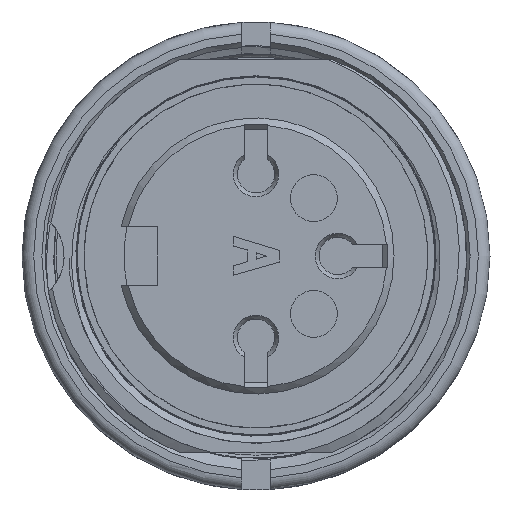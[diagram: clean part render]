
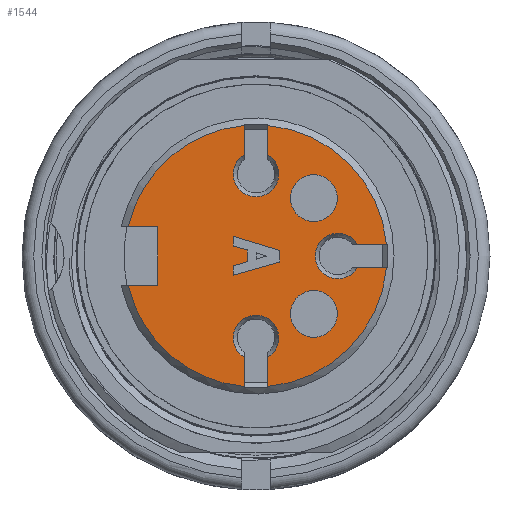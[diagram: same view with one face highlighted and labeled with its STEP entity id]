
A CAD part, front view. The second image highlights one B-rep face of the part: STEP entity #1544.
In plain terms, the highlighted planar face has unit normal (0, -1, 0).
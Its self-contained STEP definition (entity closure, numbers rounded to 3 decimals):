
#1002=FACE_BOUND('',#2247,.T.);
#1003=FACE_BOUND('',#2248,.T.);
#1004=FACE_BOUND('',#2249,.T.);
#1005=FACE_BOUND('',#2250,.T.);
#1088=PLANE('',#6942);
#1544=ADVANCED_FACE('',(#1002,#1003,#1004,#1005),#1088,.F.);
#2247=EDGE_LOOP('',(#2787));
#2248=EDGE_LOOP('',(#2788,#2789,#2790,#2791,#2792,#2793,#2794,#2795));
#2249=EDGE_LOOP('',(#2796,#2797,#2798,#2799,#2800,#2801,#2802,#2803,#2804,
#2805,#2806,#2807,#2808,#2809,#2810,#2811));
#2250=EDGE_LOOP('',(#2812));
#2624=CIRCLE('',#6933,1.);
#2625=CIRCLE('',#6934,5.6);
#2626=CIRCLE('',#6935,0.973);
#2627=CIRCLE('',#6936,5.6);
#2628=CIRCLE('',#6937,0.973);
#2629=CIRCLE('',#6938,5.6);
#2630=CIRCLE('',#6939,0.973);
#2631=CIRCLE('',#6940,5.6);
#2632=CIRCLE('',#6941,1.);
#2787=ORIENTED_EDGE('',*,*,#5194,.F.);
#2788=ORIENTED_EDGE('',*,*,#5195,.T.);
#2789=ORIENTED_EDGE('',*,*,#5196,.T.);
#2790=ORIENTED_EDGE('',*,*,#5197,.T.);
#2791=ORIENTED_EDGE('',*,*,#5198,.T.);
#2792=ORIENTED_EDGE('',*,*,#5199,.T.);
#2793=ORIENTED_EDGE('',*,*,#5200,.T.);
#2794=ORIENTED_EDGE('',*,*,#5201,.T.);
#2795=ORIENTED_EDGE('',*,*,#5202,.T.);
#2796=ORIENTED_EDGE('',*,*,#5182,.T.);
#2797=ORIENTED_EDGE('',*,*,#5203,.T.);
#2798=ORIENTED_EDGE('',*,*,#5204,.F.);
#2799=ORIENTED_EDGE('',*,*,#5205,.F.);
#2800=ORIENTED_EDGE('',*,*,#5206,.F.);
#2801=ORIENTED_EDGE('',*,*,#5207,.T.);
#2802=ORIENTED_EDGE('',*,*,#5208,.F.);
#2803=ORIENTED_EDGE('',*,*,#5209,.F.);
#2804=ORIENTED_EDGE('',*,*,#5210,.F.);
#2805=ORIENTED_EDGE('',*,*,#5211,.T.);
#2806=ORIENTED_EDGE('',*,*,#5212,.F.);
#2807=ORIENTED_EDGE('',*,*,#5213,.F.);
#2808=ORIENTED_EDGE('',*,*,#5214,.F.);
#2809=ORIENTED_EDGE('',*,*,#5215,.T.);
#2810=ORIENTED_EDGE('',*,*,#5190,.T.);
#2811=ORIENTED_EDGE('',*,*,#5193,.T.);
#2812=ORIENTED_EDGE('',*,*,#5216,.F.);
#4586=VERTEX_POINT('',#8467);
#4587=VERTEX_POINT('',#8469);
#4593=VERTEX_POINT('',#8483);
#4594=VERTEX_POINT('',#8485);
#4595=VERTEX_POINT('',#8495);
#4596=VERTEX_POINT('',#8497);
#4597=VERTEX_POINT('',#8498);
#4598=VERTEX_POINT('',#8500);
#4599=VERTEX_POINT('',#8502);
#4600=VERTEX_POINT('',#8504);
#4601=VERTEX_POINT('',#8506);
#4602=VERTEX_POINT('',#8508);
#4603=VERTEX_POINT('',#8510);
#4604=VERTEX_POINT('',#8513);
#4605=VERTEX_POINT('',#8515);
#4606=VERTEX_POINT('',#8517);
#4607=VERTEX_POINT('',#8519);
#4608=VERTEX_POINT('',#8521);
#4609=VERTEX_POINT('',#8523);
#4610=VERTEX_POINT('',#8525);
#4611=VERTEX_POINT('',#8527);
#4612=VERTEX_POINT('',#8529);
#4613=VERTEX_POINT('',#8531);
#4614=VERTEX_POINT('',#8533);
#4615=VERTEX_POINT('',#8535);
#4616=VERTEX_POINT('',#8538);
#5182=EDGE_CURVE('',#4587,#4586,#6087,.T.);
#5190=EDGE_CURVE('',#4594,#4593,#6095,.T.);
#5193=EDGE_CURVE('',#4593,#4587,#6097,.T.);
#5194=EDGE_CURVE('',#4595,#4595,#2624,.T.);
#5195=EDGE_CURVE('',#4596,#4597,#6098,.T.);
#5196=EDGE_CURVE('',#4597,#4598,#6099,.T.);
#5197=EDGE_CURVE('',#4598,#4599,#6100,.T.);
#5198=EDGE_CURVE('',#4599,#4600,#6101,.T.);
#5199=EDGE_CURVE('',#4600,#4601,#6102,.T.);
#5200=EDGE_CURVE('',#4601,#4602,#6103,.T.);
#5201=EDGE_CURVE('',#4602,#4603,#6104,.T.);
#5202=EDGE_CURVE('',#4603,#4596,#6105,.T.);
#5203=EDGE_CURVE('',#4586,#4604,#2625,.T.);
#5204=EDGE_CURVE('',#4605,#4604,#6106,.T.);
#5205=EDGE_CURVE('',#4606,#4605,#2626,.T.);
#5206=EDGE_CURVE('',#4607,#4606,#6107,.T.);
#5207=EDGE_CURVE('',#4607,#4608,#2627,.T.);
#5208=EDGE_CURVE('',#4609,#4608,#6108,.T.);
#5209=EDGE_CURVE('',#4610,#4609,#2628,.T.);
#5210=EDGE_CURVE('',#4611,#4610,#6109,.T.);
#5211=EDGE_CURVE('',#4611,#4612,#2629,.T.);
#5212=EDGE_CURVE('',#4613,#4612,#6110,.T.);
#5213=EDGE_CURVE('',#4614,#4613,#2630,.T.);
#5214=EDGE_CURVE('',#4615,#4614,#6111,.T.);
#5215=EDGE_CURVE('',#4615,#4594,#2631,.T.);
#5216=EDGE_CURVE('',#4616,#4616,#2632,.T.);
#6087=LINE('',#8468,#6508);
#6095=LINE('',#8484,#6516);
#6097=LINE('',#8492,#6518);
#6098=LINE('',#8496,#6519);
#6099=LINE('',#8499,#6520);
#6100=LINE('',#8501,#6521);
#6101=LINE('',#8503,#6522);
#6102=LINE('',#8505,#6523);
#6103=LINE('',#8507,#6524);
#6104=LINE('',#8509,#6525);
#6105=LINE('',#8511,#6526);
#6106=LINE('',#8514,#6527);
#6107=LINE('',#8518,#6528);
#6108=LINE('',#8522,#6529);
#6109=LINE('',#8526,#6530);
#6110=LINE('',#8530,#6531);
#6111=LINE('',#8534,#6532);
#6508=VECTOR('',#7305,1.);
#6516=VECTOR('',#7315,1.);
#6518=VECTOR('',#7319,1.);
#6519=VECTOR('',#7324,1.);
#6520=VECTOR('',#7325,1.);
#6521=VECTOR('',#7326,1.);
#6522=VECTOR('',#7327,1.);
#6523=VECTOR('',#7328,1.);
#6524=VECTOR('',#7329,1.);
#6525=VECTOR('',#7330,1.);
#6526=VECTOR('',#7331,1.);
#6527=VECTOR('',#7334,1.);
#6528=VECTOR('',#7337,1.);
#6529=VECTOR('',#7340,1.);
#6530=VECTOR('',#7343,1.);
#6531=VECTOR('',#7346,1.);
#6532=VECTOR('',#7349,1.);
#6933=AXIS2_PLACEMENT_3D('',#8494,#7322,#7323);
#6934=AXIS2_PLACEMENT_3D('',#8512,#7332,#7333);
#6935=AXIS2_PLACEMENT_3D('',#8516,#7335,#7336);
#6936=AXIS2_PLACEMENT_3D('',#8520,#7338,#7339);
#6937=AXIS2_PLACEMENT_3D('',#8524,#7341,#7342);
#6938=AXIS2_PLACEMENT_3D('',#8528,#7344,#7345);
#6939=AXIS2_PLACEMENT_3D('',#8532,#7347,#7348);
#6940=AXIS2_PLACEMENT_3D('',#8536,#7350,#7351);
#6941=AXIS2_PLACEMENT_3D('',#8537,#7352,#7353);
#6942=AXIS2_PLACEMENT_3D('',#8539,#7354,#7355);
#7305=DIRECTION('',(-1.,0.,0.));
#7315=DIRECTION('',(1.,0.,0.));
#7319=DIRECTION('',(0.,0.,-1.));
#7322=DIRECTION('',(0.,-1.,0.));
#7323=DIRECTION('',(0.,0.,1.));
#7324=DIRECTION('',(0.,0.,-1.));
#7325=DIRECTION('',(-0.963,0.,-0.27));
#7326=DIRECTION('',(0.,0.,1.));
#7327=DIRECTION('',(0.958,0.,0.287));
#7328=DIRECTION('',(0.,0.,1.));
#7329=DIRECTION('',(-0.966,0.,0.258));
#7330=DIRECTION('',(0.,0.,1.));
#7331=DIRECTION('',(0.958,0.,-0.287));
#7332=DIRECTION('',(0.,-1.,0.));
#7333=DIRECTION('',(0.,0.,1.));
#7334=DIRECTION('',(0.,0.,-1.));
#7335=DIRECTION('',(0.,-1.,0.));
#7336=DIRECTION('',(0.514,0.,-0.858));
#7337=DIRECTION('',(0.,0.,1.));
#7338=DIRECTION('',(0.,-1.,0.));
#7339=DIRECTION('',(0.,0.,1.));
#7340=DIRECTION('',(1.,0.,0.));
#7341=DIRECTION('',(0.,-1.,0.));
#7342=DIRECTION('',(0.858,0.,0.514));
#7343=DIRECTION('',(-1.,0.,0.));
#7344=DIRECTION('',(0.,-1.,0.));
#7345=DIRECTION('',(0.,0.,1.));
#7346=DIRECTION('',(0.,0.,1.));
#7347=DIRECTION('',(0.,-1.,0.));
#7348=DIRECTION('',(-0.514,0.,0.858));
#7349=DIRECTION('',(0.,0.,-1.));
#7350=DIRECTION('',(0.,-1.,0.));
#7351=DIRECTION('',(0.,0.,1.));
#7352=DIRECTION('',(0.,-1.,0.));
#7353=DIRECTION('',(0.,0.,1.));
#7354=DIRECTION('',(0.,1.,0.));
#7355=DIRECTION('',(0.,0.,1.));
#8467=CARTESIAN_POINT('',(-4.863,-24.606,-1.25));
#8468=CARTESIAN_POINT('',(-5.783,-24.606,-1.25));
#8469=CARTESIAN_POINT('',(-3.604,-24.606,-1.25));
#8483=CARTESIAN_POINT('',(-3.604,-24.606,1.25));
#8484=CARTESIAN_POINT('',(-3.604,-24.606,1.25));
#8485=CARTESIAN_POINT('',(-4.863,-24.606,1.25));
#8492=CARTESIAN_POINT('',(-3.604,-24.606,-1.25));
#8494=CARTESIAN_POINT('',(3.071,-24.606,2.475));
#8495=CARTESIAN_POINT('',(3.071,-24.606,3.475));
#8496=CARTESIAN_POINT('',(1.616,-24.606,0.24));
#8497=CARTESIAN_POINT('',(1.616,-24.606,0.24));
#8498=CARTESIAN_POINT('',(1.616,-24.606,-0.26));
#8499=CARTESIAN_POINT('',(1.616,-24.606,-0.26));
#8500=CARTESIAN_POINT('',(-0.384,-24.606,-0.82));
#8501=CARTESIAN_POINT('',(-0.384,-24.606,-0.82));
#8502=CARTESIAN_POINT('',(-0.384,-24.606,-0.42));
#8503=CARTESIAN_POINT('',(-0.384,-24.606,-0.42));
#8504=CARTESIAN_POINT('',(0.216,-24.606,-0.24));
#8505=CARTESIAN_POINT('',(0.216,-24.606,-0.24));
#8506=CARTESIAN_POINT('',(0.216,-24.606,0.26));
#8507=CARTESIAN_POINT('',(0.216,-24.606,0.26));
#8508=CARTESIAN_POINT('',(-0.384,-24.606,0.42));
#8509=CARTESIAN_POINT('',(-0.384,-24.606,0.42));
#8510=CARTESIAN_POINT('',(-0.384,-24.606,0.84));
#8511=CARTESIAN_POINT('',(-0.384,-24.606,0.84));
#8512=CARTESIAN_POINT('',(0.596,-24.606,0.));
#8513=CARTESIAN_POINT('',(0.096,-24.606,-5.578));
#8514=CARTESIAN_POINT('',(0.096,-24.606,-4.335));
#8515=CARTESIAN_POINT('',(0.096,-24.606,-4.335));
#8516=CARTESIAN_POINT('',(0.596,-24.606,-3.5));
#8517=CARTESIAN_POINT('',(1.096,-24.606,-4.335));
#8518=CARTESIAN_POINT('',(1.096,-24.606,-5.7));
#8519=CARTESIAN_POINT('',(1.096,-24.606,-5.578));
#8520=CARTESIAN_POINT('',(0.596,-24.606,0.));
#8521=CARTESIAN_POINT('',(6.174,-24.606,-0.5));
#8522=CARTESIAN_POINT('',(4.931,-24.606,-0.5));
#8523=CARTESIAN_POINT('',(4.931,-24.606,-0.5));
#8524=CARTESIAN_POINT('',(4.096,-24.606,0.));
#8525=CARTESIAN_POINT('',(4.931,-24.606,0.5));
#8526=CARTESIAN_POINT('',(6.296,-24.606,0.5));
#8527=CARTESIAN_POINT('',(6.174,-24.606,0.5));
#8528=CARTESIAN_POINT('',(0.596,-24.606,0.));
#8529=CARTESIAN_POINT('',(1.096,-24.606,5.578));
#8530=CARTESIAN_POINT('',(1.096,-24.606,4.335));
#8531=CARTESIAN_POINT('',(1.096,-24.606,4.335));
#8532=CARTESIAN_POINT('',(0.596,-24.606,3.5));
#8533=CARTESIAN_POINT('',(0.096,-24.606,4.335));
#8534=CARTESIAN_POINT('',(0.096,-24.606,5.7));
#8535=CARTESIAN_POINT('',(0.096,-24.606,5.578));
#8536=CARTESIAN_POINT('',(0.596,-24.606,0.));
#8537=CARTESIAN_POINT('',(3.071,-24.606,-2.475));
#8538=CARTESIAN_POINT('',(3.071,-24.606,-1.475));
#8539=CARTESIAN_POINT('',(0.596,-24.606,5.9));
